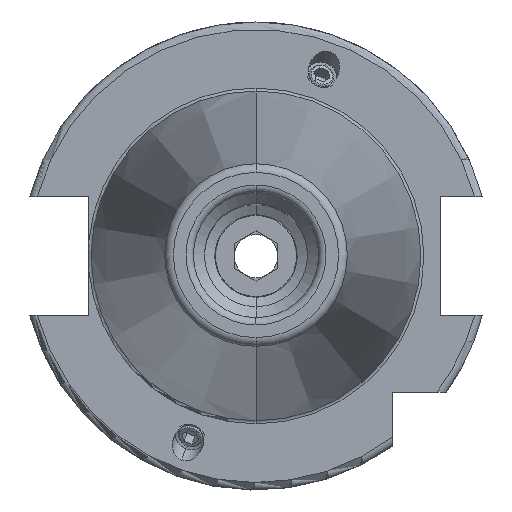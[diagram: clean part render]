
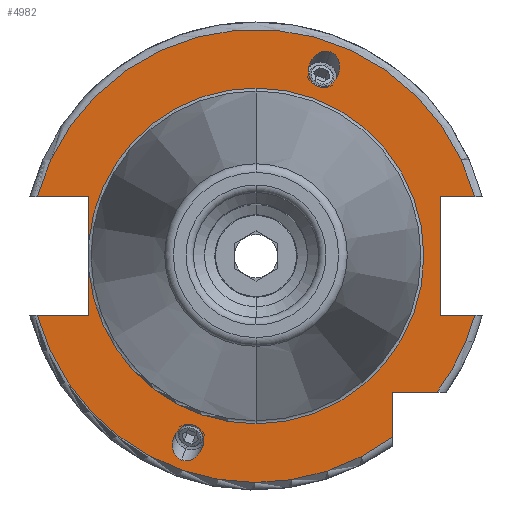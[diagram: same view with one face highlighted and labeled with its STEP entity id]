
A CAD part, top view. The second image highlights one B-rep face of the part: STEP entity #4982.
In plain terms, the highlighted planar face has unit normal (0, 0, 1).
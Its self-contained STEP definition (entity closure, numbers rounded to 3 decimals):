
#915=CARTESIAN_POINT('',(0,0,15.9));
#916=DIRECTION('',(0,0,-1));
#917=DIRECTION('',(0,1,0));
#918=AXIS2_PLACEMENT_3D('',#915,#916,#917);
#930=CARTESIAN_POINT('',(0,0,15.9));
#931=DIRECTION('',(0,0,1));
#932=DIRECTION('',(0,1,0));
#933=AXIS2_PLACEMENT_3D('',#930,#931,#932);
#945=CARTESIAN_POINT('',(0,0,15.9));
#946=DIRECTION('',(0,0,1));
#947=DIRECTION('',(-0.996,-0.094,0));
#948=AXIS2_PLACEMENT_3D('',#945,#946,#947);
#1635=DIRECTION('',(1,0,0));
#1636=VECTOR('',#1635,7.004);
#1637=CARTESIAN_POINT('',(-29.704,-8.05,15.9));
#1638=LINE('',#1637,#1636);
#1639=DIRECTION('',(0,1,0));
#1640=VECTOR('',#1639,5.917);
#1641=CARTESIAN_POINT('',(-22.7,-8.05,15.9));
#1642=LINE('',#1641,#1640);
#1643=DIRECTION('',(0,1,0));
#1644=VECTOR('',#1643,5.917);
#1645=CARTESIAN_POINT('',(-22.7,2.133,15.9));
#1646=LINE('',#1645,#1644);
#1647=DIRECTION('',(1,0,0));
#1648=VECTOR('',#1647,7.004);
#1649=CARTESIAN_POINT('',(-29.704,8.05,15.9));
#1650=LINE('',#1649,#1648);
#1651=DIRECTION('',(-1,0,0));
#1652=VECTOR('',#1651,4.704);
#1653=CARTESIAN_POINT('',(29.704,8.05,15.9));
#1654=LINE('',#1653,#1652);
#1655=DIRECTION('',(0,-1,0));
#1656=VECTOR('',#1655,16.1);
#1657=CARTESIAN_POINT('',(25,8.05,15.9));
#1658=LINE('',#1657,#1656);
#1659=DIRECTION('',(-1,0,0));
#1660=VECTOR('',#1659,4.704);
#1661=CARTESIAN_POINT('',(29.704,-8.05,15.9));
#1662=LINE('',#1661,#1660);
#1663=CARTESIAN_POINT('',(0,0,15.9));
#1664=DIRECTION('',(0,0,1));
#1665=DIRECTION('',(0.799,-0.601,0));
#1666=AXIS2_PLACEMENT_3D('',#1663,#1664,#1665);
#1668=DIRECTION('',(-1,0,0));
#1669=VECTOR('',#1668,6.094);
#1670=CARTESIAN_POINT('',(24.594,-18.5,15.9));
#1671=LINE('',#1670,#1669);
#1672=DIRECTION('',(0,1,0));
#1673=VECTOR('',#1672,6.094);
#1674=CARTESIAN_POINT('',(18.5,-24.594,15.9));
#1675=LINE('',#1674,#1673);
#1676=CARTESIAN_POINT('',(10.09,27.723,15.9));
#1677=CARTESIAN_POINT('',(9.863,27.806,15.9));
#1678=CARTESIAN_POINT('',(9.337,27.884,15.9));
#1679=CARTESIAN_POINT('',(8.455,27.594,15.9));
#1680=CARTESIAN_POINT('',(7.834,27.033,15.9));
#1681=CARTESIAN_POINT('',(7.483,26.49,15.9));
#1682=CARTESIAN_POINT('',(7.298,26.077,15.9));
#1683=CARTESIAN_POINT('',(7.174,25.641,15.9));
#1684=CARTESIAN_POINT('',(7.094,25.,15.9));
#1685=CARTESIAN_POINT('',(7.208,24.17,15.9));
#1686=CARTESIAN_POINT('',(7.698,23.381,15.9));
#1687=CARTESIAN_POINT('',(8.152,23.103,15.9));
#1688=CARTESIAN_POINT('',(8.379,23.02,15.9));
#1690=CARTESIAN_POINT('',(8.379,23.02,15.9));
#1691=CARTESIAN_POINT('',(8.606,22.937,15.9));
#1692=CARTESIAN_POINT('',(9.133,22.859,15.9));
#1693=CARTESIAN_POINT('',(10.014,23.149,15.9));
#1694=CARTESIAN_POINT('',(10.635,23.711,15.9));
#1695=CARTESIAN_POINT('',(10.986,24.253,15.9));
#1696=CARTESIAN_POINT('',(11.171,24.667,15.9));
#1697=CARTESIAN_POINT('',(11.295,25.103,15.9));
#1698=CARTESIAN_POINT('',(11.375,25.744,15.9));
#1699=CARTESIAN_POINT('',(11.261,26.573,15.9));
#1700=CARTESIAN_POINT('',(10.771,27.362,15.9));
#1701=CARTESIAN_POINT('',(10.318,27.641,15.9));
#1702=CARTESIAN_POINT('',(10.09,27.723,15.9));
#1704=CARTESIAN_POINT('',(-10.09,-27.723,15.9));
#1705=CARTESIAN_POINT('',(-10.318,-27.641,15.9));
#1706=CARTESIAN_POINT('',(-10.771,-27.362,15.9));
#1707=CARTESIAN_POINT('',(-11.261,-26.573,15.9));
#1708=CARTESIAN_POINT('',(-11.375,-25.744,15.9));
#1709=CARTESIAN_POINT('',(-11.295,-25.103,15.9));
#1710=CARTESIAN_POINT('',(-11.171,-24.667,15.9));
#1711=CARTESIAN_POINT('',(-10.986,-24.253,15.9));
#1712=CARTESIAN_POINT('',(-10.635,-23.711,15.9));
#1713=CARTESIAN_POINT('',(-10.014,-23.149,15.9));
#1714=CARTESIAN_POINT('',(-9.133,-22.859,15.9));
#1715=CARTESIAN_POINT('',(-8.606,-22.937,15.9));
#1716=CARTESIAN_POINT('',(-8.379,-23.02,15.9));
#1718=CARTESIAN_POINT('',(-8.379,-23.02,15.9));
#1719=CARTESIAN_POINT('',(-8.152,-23.103,15.9));
#1720=CARTESIAN_POINT('',(-7.698,-23.381,15.9));
#1721=CARTESIAN_POINT('',(-7.208,-24.17,15.9));
#1722=CARTESIAN_POINT('',(-7.094,-25.,15.9));
#1723=CARTESIAN_POINT('',(-7.174,-25.641,15.9));
#1724=CARTESIAN_POINT('',(-7.298,-26.077,15.9));
#1725=CARTESIAN_POINT('',(-7.483,-26.49,15.9));
#1726=CARTESIAN_POINT('',(-7.834,-27.033,15.9));
#1727=CARTESIAN_POINT('',(-8.455,-27.594,15.9));
#1728=CARTESIAN_POINT('',(-9.337,-27.884,15.9));
#1729=CARTESIAN_POINT('',(-9.863,-27.806,15.9));
#1730=CARTESIAN_POINT('',(-10.09,-27.723,15.9));
#1755=CARTESIAN_POINT('',(0,0,15.9));
#1756=DIRECTION('',(0,0,1));
#1757=DIRECTION('',(0.965,0.262,0));
#1758=AXIS2_PLACEMENT_3D('',#1755,#1756,#1757);
#1806=CARTESIAN_POINT('',(0,0,15.9));
#1807=DIRECTION('',(0,0,1));
#1808=DIRECTION('',(-0.965,-0.262,0));
#1809=AXIS2_PLACEMENT_3D('',#1806,#1807,#1808);
#2482=CARTESIAN_POINT('',(0,22.8,15.9));
#2484=VERTEX_POINT('',#2482);
#2504=CARTESIAN_POINT('',(0,-22.8,15.9));
#2506=VERTEX_POINT('',#2504);
#2652=CARTESIAN_POINT('',(-29.704,-8.05,15.9));
#2653=CARTESIAN_POINT('',(-22.7,-8.05,15.9));
#2654=VERTEX_POINT('',#2652);
#2655=VERTEX_POINT('',#2653);
#2656=CARTESIAN_POINT('',(-22.7,-2.133,15.9));
#2657=VERTEX_POINT('',#2656);
#2658=CARTESIAN_POINT('',(-22.7,2.133,15.9));
#2659=CARTESIAN_POINT('',(-22.7,8.05,15.9));
#2660=VERTEX_POINT('',#2658);
#2661=VERTEX_POINT('',#2659);
#2662=CARTESIAN_POINT('',(-29.704,8.05,15.9));
#2663=VERTEX_POINT('',#2662);
#2664=CARTESIAN_POINT('',(25,8.05,15.9));
#2665=CARTESIAN_POINT('',(25,-8.05,15.9));
#2666=VERTEX_POINT('',#2664);
#2667=VERTEX_POINT('',#2665);
#2668=CARTESIAN_POINT('',(29.704,-8.05,15.9));
#2669=VERTEX_POINT('',#2668);
#2670=CARTESIAN_POINT('',(29.704,8.05,15.9));
#2671=VERTEX_POINT('',#2670);
#2672=CARTESIAN_POINT('',(18.5,-24.594,15.9));
#2673=CARTESIAN_POINT('',(18.5,-18.5,15.9));
#2674=VERTEX_POINT('',#2672);
#2675=VERTEX_POINT('',#2673);
#2676=CARTESIAN_POINT('',(24.594,-18.5,15.9));
#2677=VERTEX_POINT('',#2676);
#2722=VERTEX_POINT('',#1676);
#2723=VERTEX_POINT('',#1688);
#2767=CARTESIAN_POINT('',(-10.09,-27.723,15.9));
#2769=VERTEX_POINT('',#2767);
#2770=CARTESIAN_POINT('',(-8.379,-23.02,15.9));
#2771=VERTEX_POINT('',#2770);
#4943=CARTESIAN_POINT('',(0,0,15.9));
#4944=DIRECTION('',(0,0,-1));
#4945=DIRECTION('',(0,-1,0));
#4946=AXIS2_PLACEMENT_3D('',#4943,#4944,#4945);
#4947=PLANE('',#4946);
#4948=ORIENTED_EDGE('',*,*,#4920,.T.);
#4949=ORIENTED_EDGE('',*,*,#3918,.T.);
#4950=ORIENTED_EDGE('',*,*,#3899,.T.);
#4951=ORIENTED_EDGE('',*,*,#3879,.F.);
#4952=ORIENTED_EDGE('',*,*,#3894,.T.);
#4953=ORIENTED_EDGE('',*,*,#3915,.T.);
#4954=ORIENTED_EDGE('',*,*,#4639,.F.);
#4956=ORIENTED_EDGE('',*,*,#4955,.F.);
#4958=ORIENTED_EDGE('',*,*,#4957,.T.);
#4960=ORIENTED_EDGE('',*,*,#4959,.T.);
#4961=ORIENTED_EDGE('',*,*,#4716,.F.);
#4963=ORIENTED_EDGE('',*,*,#4962,.F.);
#4964=ORIENTED_EDGE('',*,*,#4774,.T.);
#4965=ORIENTED_EDGE('',*,*,#4825,.F.);
#4967=ORIENTED_EDGE('',*,*,#4966,.F.);
#4968=EDGE_LOOP('',(#4948,#4949,#4950,#4951,#4952,#4953,#4954,#4956,#4958,#4960,
#4961,#4963,#4964,#4965,#4967));
#4969=FACE_OUTER_BOUND('',#4968,.F.);
#4971=ORIENTED_EDGE('',*,*,#4970,.T.);
#4973=ORIENTED_EDGE('',*,*,#4972,.T.);
#4974=EDGE_LOOP('',(#4971,#4973));
#4975=FACE_BOUND('',#4974,.F.);
#4977=ORIENTED_EDGE('',*,*,#4976,.F.);
#4979=ORIENTED_EDGE('',*,*,#4978,.F.);
#4980=EDGE_LOOP('',(#4977,#4979));
#4981=FACE_BOUND('',#4980,.F.);
#4982=ADVANCED_FACE('',(#4969,#4975,#4981),#4947,.F.);
#919=CIRCLE('',#918,22.8);
#934=CIRCLE('',#933,22.8);
#949=CIRCLE('',#948,22.8);
#1667=CIRCLE('',#1666,30.775);
#1689=B_SPLINE_CURVE_WITH_KNOTS('',3,(#1676,#1677,#1678,#1679,#1680,#1681,#1682,
#1683,#1684,#1685,#1686,#1687,#1688),.UNSPECIFIED.,.F.,.F.,(4,1,1,1,1,1,1,1,1,1,
4),(0,0.125,0.25,0.375,0.438,0.5,0.563,0.625,0.75,0.875,
1.0),.UNSPECIFIED.);
#1703=B_SPLINE_CURVE_WITH_KNOTS('',3,(#1690,#1691,#1692,#1693,#1694,#1695,#1696,
#1697,#1698,#1699,#1700,#1701,#1702),.UNSPECIFIED.,.F.,.F.,(4,1,1,1,1,1,1,1,1,1,
4),(0,0.125,0.25,0.375,0.438,0.5,0.563,0.625,0.75,0.875,
1.0),.UNSPECIFIED.);
#1717=B_SPLINE_CURVE_WITH_KNOTS('',3,(#1704,#1705,#1706,#1707,#1708,#1709,#1710,
#1711,#1712,#1713,#1714,#1715,#1716),.UNSPECIFIED.,.F.,.F.,(4,1,1,1,1,1,1,1,1,1,
4),(0,0.125,0.25,0.375,0.438,0.5,0.563,0.625,0.75,0.875,
1.0),.UNSPECIFIED.);
#1731=B_SPLINE_CURVE_WITH_KNOTS('',3,(#1718,#1719,#1720,#1721,#1722,#1723,#1724,
#1725,#1726,#1727,#1728,#1729,#1730),.UNSPECIFIED.,.F.,.F.,(4,1,1,1,1,1,1,1,1,1,
4),(0,0.125,0.25,0.375,0.438,0.5,0.563,0.625,0.75,0.875,
1.0),.UNSPECIFIED.);
#1759=CIRCLE('',#1758,30.775);
#1810=CIRCLE('',#1809,30.775);
#3879=EDGE_CURVE('',#2484,#2506,#919,.T.);
#3894=EDGE_CURVE('',#2484,#2660,#934,.T.);
#3899=EDGE_CURVE('',#2657,#2506,#949,.T.);
#3915=EDGE_CURVE('',#2660,#2661,#1646,.T.);
#3918=EDGE_CURVE('',#2655,#2657,#1642,.T.);
#4639=EDGE_CURVE('',#2663,#2661,#1650,.T.);
#4716=EDGE_CURVE('',#2669,#2667,#1662,.T.);
#4774=EDGE_CURVE('',#2677,#2675,#1671,.T.);
#4825=EDGE_CURVE('',#2674,#2675,#1675,.T.);
#4920=EDGE_CURVE('',#2654,#2655,#1638,.T.);
#4955=EDGE_CURVE('',#2671,#2663,#1759,.T.);
#4957=EDGE_CURVE('',#2671,#2666,#1654,.T.);
#4959=EDGE_CURVE('',#2666,#2667,#1658,.T.);
#4962=EDGE_CURVE('',#2677,#2669,#1667,.T.);
#4966=EDGE_CURVE('',#2654,#2674,#1810,.T.);
#4970=EDGE_CURVE('',#2722,#2723,#1689,.T.);
#4972=EDGE_CURVE('',#2723,#2722,#1703,.T.);
#4976=EDGE_CURVE('',#2769,#2771,#1717,.T.);
#4978=EDGE_CURVE('',#2771,#2769,#1731,.T.);
